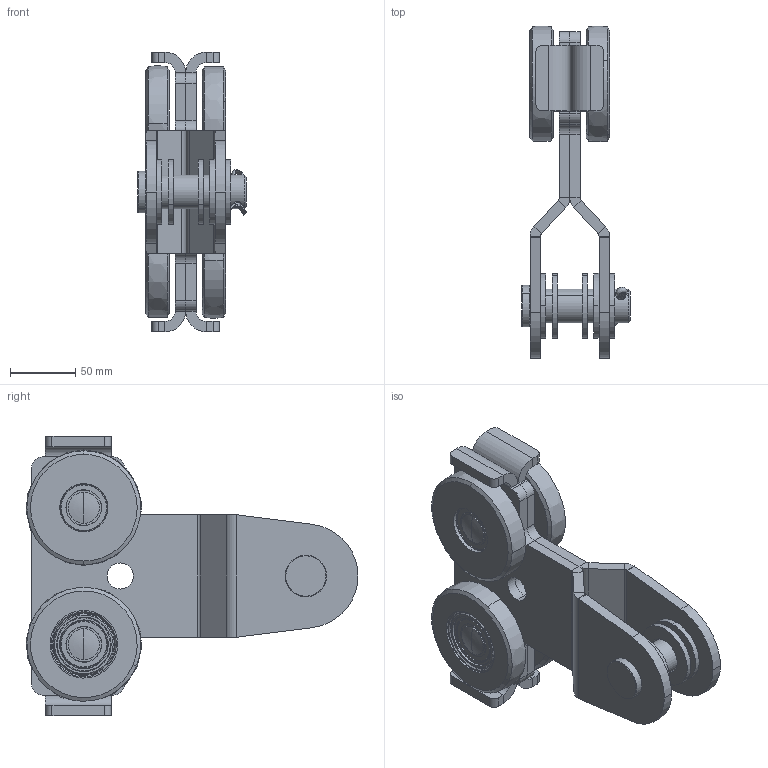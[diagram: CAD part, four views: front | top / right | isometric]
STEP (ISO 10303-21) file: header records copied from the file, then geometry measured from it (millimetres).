
FILE_DESCRIPTION (( 'STEP AP203' ), '1' );
FILE_NAME ('1.27.T48.STEP', '2018-04-13T09:37:48', ( '' ), ( '' ), 'SwSTEP 2.0', 'SolidWorks 2017', '' );
FILE_SCHEMA (( 'CONFIG_CONTROL_DESIGN' ));
Length unit declared in the file: millimetre
Products named in the file (1): 1.27.T48
Bounding box: 83.63 x 255.12 x 215 mm (x, y, z)
Surface area: 187455 mm2 (no closed solid volume)
Topology: 0 solids, 31 shells, 308 faces, 769 edges, 491 vertices
Faces by surface type: cylinder 116, plane 115, cone 42, bspline 19, torus 16
Entity records: 10231 total; most frequent: CARTESIAN_POINT 2756, DIRECTION 1698, ORIENTED_EDGE 1349, EDGE_CURVE 761, AXIS2_PLACEMENT_3D 683, VERTEX_POINT 491, CIRCLE 393, EDGE_LOOP 350
